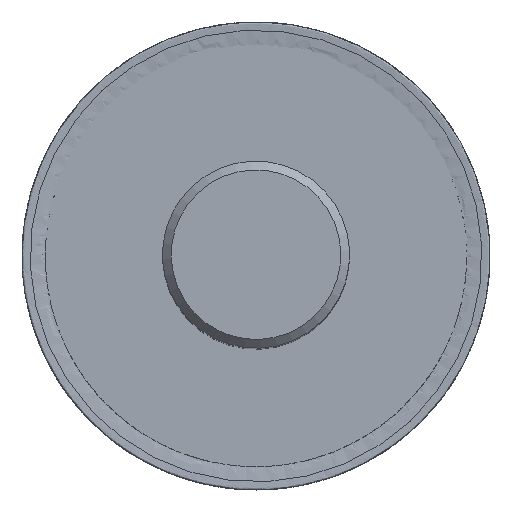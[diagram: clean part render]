
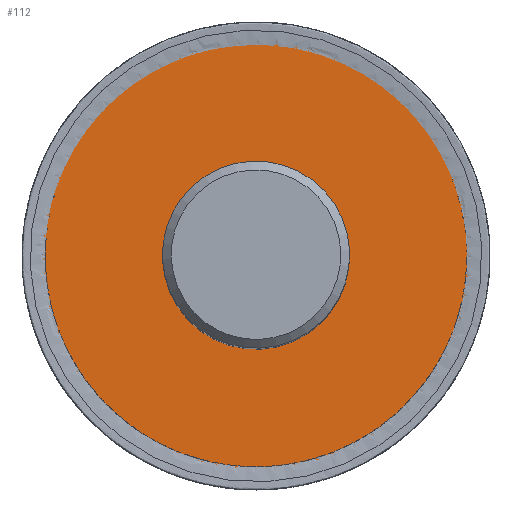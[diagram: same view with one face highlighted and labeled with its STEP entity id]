
A CAD part, top view. The second image highlights one B-rep face of the part: STEP entity #112.
In plain terms, the highlighted planar face has unit normal (0, 0, 1).
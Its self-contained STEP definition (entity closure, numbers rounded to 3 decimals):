
#112=ADVANCED_FACE('TB_SU_5',(#132,#133),#128,.T.);
#128=PLANE('',#357);
#132=FACE_BOUND('',#159,.T.);
#133=FACE_BOUND('',#160,.T.);
#159=EDGE_LOOP('',(#187));
#160=EDGE_LOOP('',(#188));
#187=ORIENTED_EDGE('',*,*,#230,.T.);
#188=ORIENTED_EDGE('',*,*,#231,.T.);
#215=VERTEX_POINT('',#487);
#216=VERTEX_POINT('',#489);
#230=EDGE_CURVE('',#215,#215,#244,.T.);
#231=EDGE_CURVE('',#216,#216,#245,.T.);
#244=CIRCLE('',#355,13.5);
#245=CIRCLE('',#356,38.61);
#355=AXIS2_PLACEMENT_3D('',#486,#404,#405);
#356=AXIS2_PLACEMENT_3D('',#488,#406,#407);
#357=AXIS2_PLACEMENT_3D('',#490,#408,#409);
#404=DIRECTION('',(0.,0.,-1.));
#405=DIRECTION('',(-0.292,-0.956,0.));
#406=DIRECTION('',(0.,0.,1.));
#407=DIRECTION('',(-0.292,-0.956,0.));
#408=DIRECTION('',(0.,0.,1.));
#409=DIRECTION('',(-0.292,-0.956,0.));
#486=CARTESIAN_POINT('',(0.,0.,-124.35));
#487=CARTESIAN_POINT('',(-3.947,-12.91,-124.35));
#488=CARTESIAN_POINT('',(0.,0.,-124.35));
#489=CARTESIAN_POINT('',(-11.288,-36.923,-124.35));
#490=CARTESIAN_POINT('',(-38.91,0.,-124.35));
